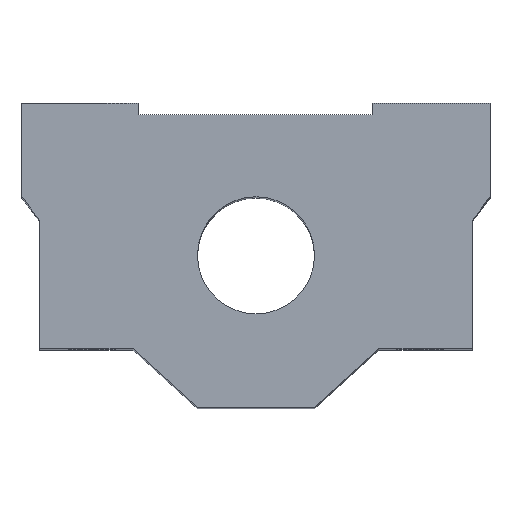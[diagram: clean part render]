
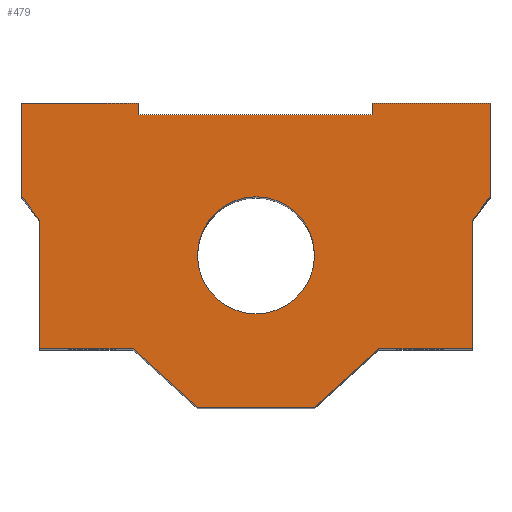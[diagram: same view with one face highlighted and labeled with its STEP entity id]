
A CAD part, top view. The second image highlights one B-rep face of the part: STEP entity #479.
In plain terms, the highlighted planar face has unit normal (0, 0, 1).
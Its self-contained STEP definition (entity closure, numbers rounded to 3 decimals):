
#17=LINE('',#696,#65);
#20=LINE('',#702,#68);
#23=LINE('',#708,#71);
#26=LINE('',#714,#74);
#29=LINE('',#720,#77);
#32=LINE('',#726,#80);
#35=LINE('',#732,#83);
#38=LINE('',#743,#86);
#41=LINE('',#749,#89);
#44=LINE('',#755,#92);
#47=LINE('',#761,#95);
#50=LINE('',#767,#98);
#53=LINE('',#773,#101);
#56=LINE('',#779,#104);
#59=LINE('',#785,#107);
#62=LINE('',#789,#110);
#65=VECTOR('',#576,10.);
#68=VECTOR('',#581,10.);
#71=VECTOR('',#586,10.);
#74=VECTOR('',#591,10.);
#77=VECTOR('',#596,10.);
#80=VECTOR('',#601,10.);
#83=VECTOR('',#606,10.);
#86=VECTOR('',#617,10.);
#89=VECTOR('',#622,10.);
#92=VECTOR('',#627,10.);
#95=VECTOR('',#632,10.);
#98=VECTOR('',#637,10.);
#101=VECTOR('',#642,10.);
#104=VECTOR('',#647,10.);
#107=VECTOR('',#652,10.);
#110=VECTOR('',#657,10.);
#128=PLANE('',#536);
#145=FACE_BOUND('',#211,.T.);
#170=FACE_OUTER_BOUND('',#210,.T.);
#210=EDGE_LOOP('',(#416,#417,#418,#419,#420,#421,#422,#423,#424,#425,#426,
#427,#428,#429,#430,#431));
#211=EDGE_LOOP('',(#432));
#225=CIRCLE('',#526,5.);
#238=VERTEX_POINT('',#693);
#239=VERTEX_POINT('',#695);
#241=VERTEX_POINT('',#701);
#243=VERTEX_POINT('',#707);
#245=VERTEX_POINT('',#713);
#247=VERTEX_POINT('',#719);
#249=VERTEX_POINT('',#725);
#251=VERTEX_POINT('',#731);
#253=VERTEX_POINT('',#737);
#255=VERTEX_POINT('',#742);
#257=VERTEX_POINT('',#748);
#259=VERTEX_POINT('',#754);
#261=VERTEX_POINT('',#760);
#263=VERTEX_POINT('',#766);
#265=VERTEX_POINT('',#772);
#267=VERTEX_POINT('',#778);
#269=VERTEX_POINT('',#784);
#282=EDGE_CURVE('',#239,#238,#17,.T.);
#285=EDGE_CURVE('',#241,#239,#20,.T.);
#288=EDGE_CURVE('',#243,#241,#23,.T.);
#291=EDGE_CURVE('',#245,#243,#26,.T.);
#294=EDGE_CURVE('',#247,#245,#29,.T.);
#297=EDGE_CURVE('',#249,#247,#32,.T.);
#300=EDGE_CURVE('',#251,#249,#35,.T.);
#303=EDGE_CURVE('',#253,#253,#225,.T.);
#305=EDGE_CURVE('',#255,#251,#38,.T.);
#308=EDGE_CURVE('',#257,#255,#41,.T.);
#311=EDGE_CURVE('',#259,#257,#44,.T.);
#314=EDGE_CURVE('',#261,#259,#47,.T.);
#317=EDGE_CURVE('',#263,#261,#50,.T.);
#320=EDGE_CURVE('',#265,#263,#53,.T.);
#323=EDGE_CURVE('',#267,#265,#56,.T.);
#326=EDGE_CURVE('',#269,#267,#59,.T.);
#329=EDGE_CURVE('',#238,#269,#62,.T.);
#416=ORIENTED_EDGE('',*,*,#305,.T.);
#417=ORIENTED_EDGE('',*,*,#300,.T.);
#418=ORIENTED_EDGE('',*,*,#297,.T.);
#419=ORIENTED_EDGE('',*,*,#294,.T.);
#420=ORIENTED_EDGE('',*,*,#291,.T.);
#421=ORIENTED_EDGE('',*,*,#288,.T.);
#422=ORIENTED_EDGE('',*,*,#285,.T.);
#423=ORIENTED_EDGE('',*,*,#282,.T.);
#424=ORIENTED_EDGE('',*,*,#329,.T.);
#425=ORIENTED_EDGE('',*,*,#326,.T.);
#426=ORIENTED_EDGE('',*,*,#323,.T.);
#427=ORIENTED_EDGE('',*,*,#320,.T.);
#428=ORIENTED_EDGE('',*,*,#317,.T.);
#429=ORIENTED_EDGE('',*,*,#314,.T.);
#430=ORIENTED_EDGE('',*,*,#311,.T.);
#431=ORIENTED_EDGE('',*,*,#308,.T.);
#432=ORIENTED_EDGE('',*,*,#303,.T.);
#479=ADVANCED_FACE('',(#170,#145),#128,.T.);
#526=AXIS2_PLACEMENT_3D('',#738,#612,#613);
#536=AXIS2_PLACEMENT_3D('',#790,#658,#659);
#576=DIRECTION('',(0.,-1.,0.));
#581=DIRECTION('',(-1.,0.,0.));
#586=DIRECTION('',(0.,1.,0.));
#591=DIRECTION('',(0.6,0.8,0.));
#596=DIRECTION('',(0.,1.,0.));
#601=DIRECTION('',(1.,0.,0.));
#606=DIRECTION('',(0.74,0.673,0.));
#612=DIRECTION('center_axis',(0.,0.,-1.));
#613=DIRECTION('ref_axis',(0.,-1.,0.));
#617=DIRECTION('',(1.,0.,0.));
#622=DIRECTION('',(0.74,-0.673,0.));
#627=DIRECTION('',(1.,0.,0.));
#632=DIRECTION('',(0.,-1.,0.));
#637=DIRECTION('',(0.6,-0.8,0.));
#642=DIRECTION('',(0.,-1.,0.));
#647=DIRECTION('',(-1.,0.,0.));
#652=DIRECTION('',(0.,1.,0.));
#657=DIRECTION('',(-1.,0.,0.));
#658=DIRECTION('center_axis',(0.,0.,1.));
#659=DIRECTION('ref_axis',(1.,0.,0.));
#693=CARTESIAN_POINT('',(10.,12.,68.));
#695=CARTESIAN_POINT('',(10.,13.,68.));
#696=CARTESIAN_POINT('',(10.,13.,68.));
#701=CARTESIAN_POINT('',(20.,13.,68.));
#702=CARTESIAN_POINT('',(20.,13.,68.));
#707=CARTESIAN_POINT('',(20.,5.,68.));
#708=CARTESIAN_POINT('',(20.,5.,68.));
#713=CARTESIAN_POINT('',(18.5,3.,68.));
#714=CARTESIAN_POINT('',(18.5,3.,68.));
#719=CARTESIAN_POINT('',(18.5,-8.,68.));
#720=CARTESIAN_POINT('',(18.5,-8.,68.));
#725=CARTESIAN_POINT('',(10.5,-8.,68.));
#726=CARTESIAN_POINT('',(10.5,-8.,68.));
#731=CARTESIAN_POINT('',(5.,-13.,68.));
#732=CARTESIAN_POINT('',(5.,-13.,68.));
#737=CARTESIAN_POINT('',(0.,-5.,68.));
#738=CARTESIAN_POINT('Origin',(0.,0.,68.));
#742=CARTESIAN_POINT('',(-5.,-13.,68.));
#743=CARTESIAN_POINT('',(-5.,-13.,68.));
#748=CARTESIAN_POINT('',(-10.5,-8.,68.));
#749=CARTESIAN_POINT('',(-10.5,-8.,68.));
#754=CARTESIAN_POINT('',(-18.5,-8.,68.));
#755=CARTESIAN_POINT('',(-18.5,-8.,68.));
#760=CARTESIAN_POINT('',(-18.5,3.,68.));
#761=CARTESIAN_POINT('',(-18.5,3.,68.));
#766=CARTESIAN_POINT('',(-20.,5.,68.));
#767=CARTESIAN_POINT('',(-20.,5.,68.));
#772=CARTESIAN_POINT('',(-20.,13.,68.));
#773=CARTESIAN_POINT('',(-20.,13.,68.));
#778=CARTESIAN_POINT('',(-10.,13.,68.));
#779=CARTESIAN_POINT('',(-10.,13.,68.));
#784=CARTESIAN_POINT('',(-10.,12.,68.));
#785=CARTESIAN_POINT('',(-10.,12.,68.));
#789=CARTESIAN_POINT('',(10.,12.,68.));
#790=CARTESIAN_POINT('Origin',(-9.421,1.086,68.));
